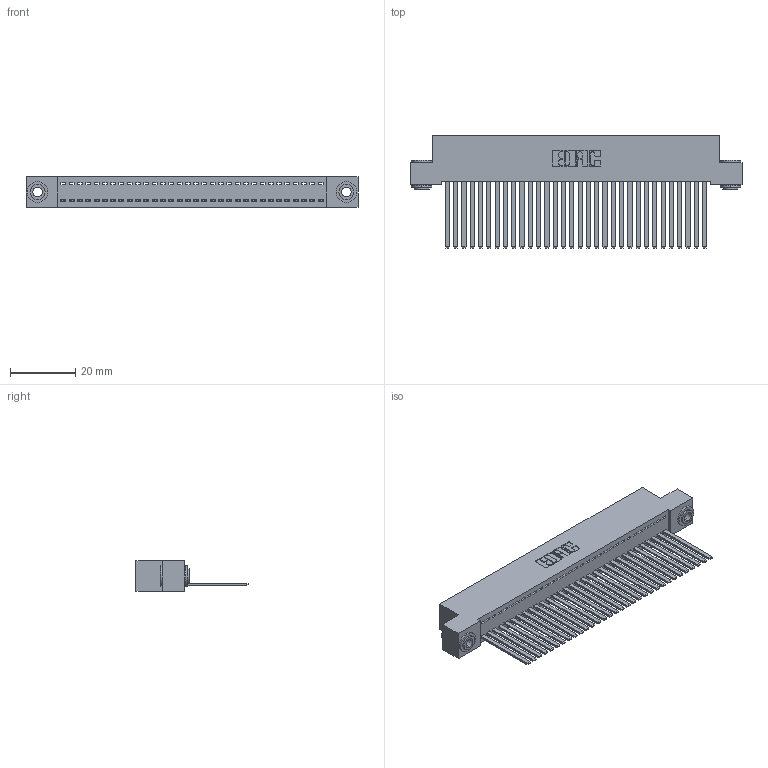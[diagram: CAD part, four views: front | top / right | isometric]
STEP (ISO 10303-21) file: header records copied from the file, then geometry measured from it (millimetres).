
FILE_DESCRIPTION (( 'STEP AP203' ), '1' );
FILE_NAME ('342-032-544-103.STEP', '2018-08-11T17:09:26', ( '' ), ( '' ), 'SwSTEP 2.0', 'SolidWorks 2016', '' );
FILE_SCHEMA (( 'CONFIG_CONTROL_DESIGN' ));
Length unit declared in the file: inch
Products named in the file (4): 342-250-002_345-250-002-102; 342-032-544-103; 342 Part_.156 TH; 345-292-001_345-293-144
Assembly tree (35 placements, depth 2):
  342-032-544-103
    342 Part_.156 TH
    345-292-001_345-293-144  x32
    342-250-002_345-250-002-102  x2
Bounding box: 101.6 x 34.3 x 9.4 mm (x, y, z)
Volume: 9264.9 mm3; surface area: 14699.3 mm2
Topology: 35 solids, 35 shells, 1812 faces, 5431 edges, 3574 vertices
Faces by surface type: plane 1292, cylinder 512, cone 8
Entity records: 21190 total; most frequent: CARTESIAN_POINT 3633, ORIENTED_EDGE 3594, DIRECTION 3115, EDGE_CURVE 1797, VECTOR 1649, LINE 1649, VERTEX_POINT 1194, AXIS2_PLACEMENT_3D 733
